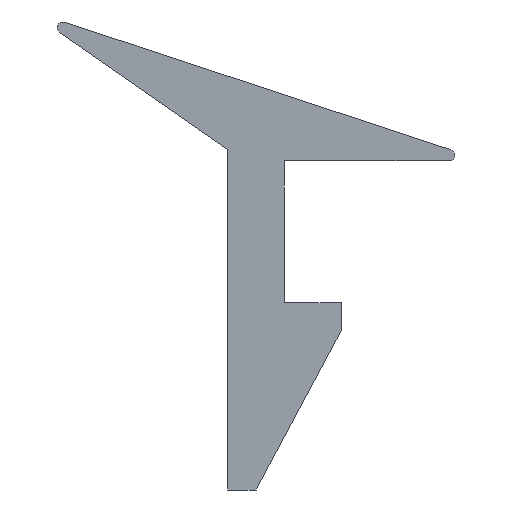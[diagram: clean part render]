
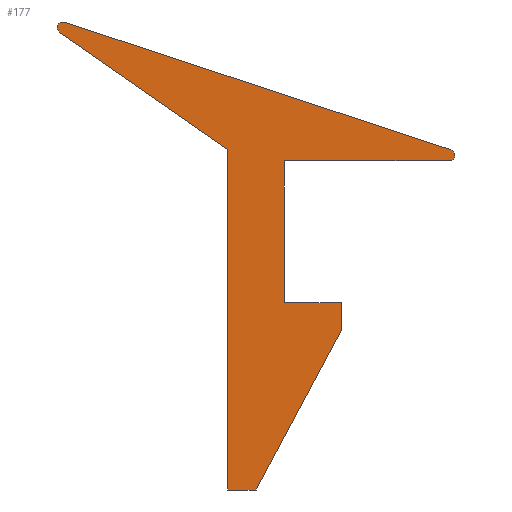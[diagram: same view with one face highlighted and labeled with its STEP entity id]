
A CAD part, left-side view. The second image highlights one B-rep face of the part: STEP entity #177.
In plain terms, the highlighted planar face has unit normal (-1, 0, 0).
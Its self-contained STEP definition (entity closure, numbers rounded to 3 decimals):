
#4 = EDGE_CURVE ( 'NONE', #194, #250, #222, .T. ) ;
#15 = EDGE_CURVE ( 'NONE', #275, #50, #293, .T. ) ;
#20 = VERTEX_POINT ( 'NONE', #291 ) ;
#22 = EDGE_CURVE ( 'NONE', #20, #275, #214, .T. ) ;
#29 = EDGE_CURVE ( 'NONE', #73, #105, #233, .T. ) ;
#44 = EDGE_CURVE ( 'NONE', #105, #20, #135, .T. ) ;
#49 = EDGE_CURVE ( 'NONE', #50, #63, #129, .T. ) ;
#50 = VERTEX_POINT ( 'NONE', #145 ) ;
#62 = EDGE_CURVE ( 'NONE', #102, #73, #113, .T. ) ;
#63 = VERTEX_POINT ( 'NONE', #112 ) ;
#73 = VERTEX_POINT ( 'NONE', #416 ) ;
#76 = VERTEX_POINT ( 'NONE', #367 ) ;
#90 = VERTEX_POINT ( 'NONE', #323 ) ;
#102 = VERTEX_POINT ( 'NONE', #403 ) ;
#104 = EDGE_CURVE ( 'NONE', #76, #102, #457, .T. ) ;
#105 = VERTEX_POINT ( 'NONE', #450 ) ;
#112 = CARTESIAN_POINT ( 'NONE',  ( 0., 457.386, 205.68 ) ) ;
#113 = LINE ( 'NONE', #270, #269 ) ;
#121 = DIRECTION ( 'NONE',  ( 0., 0., -1. ) ) ;
#122 = DIRECTION ( 'NONE',  ( 1., 0., 0. ) ) ;
#123 = CARTESIAN_POINT ( 'NONE',  ( 0., 457.41, 205.583 ) ) ;
#129 = CIRCLE ( 'NONE', #140, 0.1 ) ;
#131 = DIRECTION ( 'NONE',  ( 0., 0., 1. ) ) ;
#134 = VECTOR ( 'NONE', #131, 1000. ) ;
#135 = LINE ( 'NONE', #146, #134 ) ;
#140 = AXIS2_PLACEMENT_3D ( 'NONE', #123, #122, #121 ) ;
#145 = CARTESIAN_POINT ( 'NONE',  ( 0., 457.41, 205.683 ) ) ;
#146 = CARTESIAN_POINT ( 'NONE',  ( 0., 454.505, 203.437 ) ) ;
#170 = ORIENTED_EDGE ( 'NONE', *, *, #22, .F. ) ;
#171 = ORIENTED_EDGE ( 'NONE', *, *, #4, .F. ) ;
#172 = ORIENTED_EDGE ( 'NONE', *, *, #29, .F. ) ;
#173 = ORIENTED_EDGE ( 'NONE', *, *, #251, .F. ) ;
#177 = ADVANCED_FACE ( 'NONE', ( #339 ), #330, .F. ) ;
#178 = EDGE_LOOP ( 'NONE', ( #279, #281, #201, #186, #171, #173, #195, #196, #170, #197, #172, #259 ) ) ;
#186 = ORIENTED_EDGE ( 'NONE', *, *, #277, .F. ) ;
#194 = VERTEX_POINT ( 'NONE', #408 ) ;
#195 = ORIENTED_EDGE ( 'NONE', *, *, #49, .F. ) ;
#196 = ORIENTED_EDGE ( 'NONE', *, *, #15, .F. ) ;
#197 = ORIENTED_EDGE ( 'NONE', *, *, #44, .F. ) ;
#201 = ORIENTED_EDGE ( 'NONE', *, *, #272, .F. ) ;
#203 = DIRECTION ( 'NONE',  ( 0., 1., 0. ) ) ;
#206 = VECTOR ( 'NONE', #203, 1000. ) ;
#207 = CARTESIAN_POINT ( 'NONE',  ( 0., 454.505, 197.44 ) ) ;
#213 = VECTOR ( 'NONE', #239, 1000. ) ;
#214 = LINE ( 'NONE', #228, #213 ) ;
#218 = DIRECTION ( 'NONE',  ( 0., 0., -1. ) ) ;
#219 = DIRECTION ( 'NONE',  ( 1., 0., 0. ) ) ;
#220 = CARTESIAN_POINT ( 'NONE',  ( 0., 450.603, 203.338 ) ) ;
#221 = AXIS2_PLACEMENT_3D ( 'NONE', #220, #219, #218 ) ;
#222 = CIRCLE ( 'NONE', #221, 0.1 ) ;
#228 = CARTESIAN_POINT ( 'NONE',  ( 0., 454.505, 203.437 ) ) ;
#233 = LINE ( 'NONE', #207, #206 ) ;
#239 = DIRECTION ( 'NONE',  ( 0., 0.82, 0.572 ) ) ;
#240 = DIRECTION ( 'NONE',  ( 0., 0., -1. ) ) ;
#241 = DIRECTION ( 'NONE',  ( 1., 0., 0. ) ) ;
#250 = VERTEX_POINT ( 'NONE', #431 ) ;
#251 = EDGE_CURVE ( 'NONE', #63, #194, #426, .T. ) ;
#259 = ORIENTED_EDGE ( 'NONE', *, *, #62, .F. ) ;
#260 = EDGE_CURVE ( 'NONE', #278, #76, #437, .T. ) ;
#268 = DIRECTION ( 'NONE',  ( 0., 0.472, -0.882 ) ) ;
#269 = VECTOR ( 'NONE', #268, 1000. ) ;
#270 = CARTESIAN_POINT ( 'NONE',  ( 0., 452.504, 200.242 ) ) ;
#272 = EDGE_CURVE ( 'NONE', #90, #278, #304, .T. ) ;
#275 = VERTEX_POINT ( 'NONE', #300 ) ;
#277 = EDGE_CURVE ( 'NONE', #250, #90, #311, .T. ) ;
#278 = VERTEX_POINT ( 'NONE', #309 ) ;
#279 = ORIENTED_EDGE ( 'NONE', *, *, #104, .F. ) ;
#281 = ORIENTED_EDGE ( 'NONE', *, *, #260, .F. ) ;
#291 = CARTESIAN_POINT ( 'NONE',  ( 0., 454.505, 203.437 ) ) ;
#293 = CIRCLE ( 'NONE', #296, 0.1 ) ;
#296 = AXIS2_PLACEMENT_3D ( 'NONE', #297, #241, #240 ) ;
#297 = CARTESIAN_POINT ( 'NONE',  ( 0., 457.41, 205.583 ) ) ;
#300 = CARTESIAN_POINT ( 'NONE',  ( 0., 457.467, 205.501 ) ) ;
#301 = DIRECTION ( 'NONE',  ( 0., 0., -1. ) ) ;
#302 = VECTOR ( 'NONE', #301, 1000. ) ;
#303 = CARTESIAN_POINT ( 'NONE',  ( 0., 453.505, 203.238 ) ) ;
#304 = LINE ( 'NONE', #303, #302 ) ;
#309 = CARTESIAN_POINT ( 'NONE',  ( 0., 453.505, 200.738 ) ) ;
#310 = VECTOR ( 'NONE', #419, 1000. ) ;
#311 = LINE ( 'NONE', #447, #446 ) ;
#323 = CARTESIAN_POINT ( 'NONE',  ( 0., 453.505, 203.238 ) ) ;
#329 = CARTESIAN_POINT ( 'NONE',  ( 0., 457.41, 205.583 ) ) ;
#330 = PLANE ( 'NONE',  #414 ) ;
#339 = FACE_OUTER_BOUND ( 'NONE', #178, .T. ) ;
#362 = DIRECTION ( 'NONE',  ( 0., 0., -1. ) ) ;
#363 = DIRECTION ( 'NONE',  ( 1., 0., 0. ) ) ;
#367 = CARTESIAN_POINT ( 'NONE',  ( 0., 452.504, 200.738 ) ) ;
#403 = CARTESIAN_POINT ( 'NONE',  ( 0., 452.504, 200.242 ) ) ;
#408 = CARTESIAN_POINT ( 'NONE',  ( 0., 450.578, 203.435 ) ) ;
#414 = AXIS2_PLACEMENT_3D ( 'NONE', #329, #363, #362 ) ;
#416 = CARTESIAN_POINT ( 'NONE',  ( 0., 454.004, 197.44 ) ) ;
#419 = DIRECTION ( 'NONE',  ( 0., -1., 0. ) ) ;
#420 = CARTESIAN_POINT ( 'NONE',  ( 0., 453.505, 200.738 ) ) ;
#425 = CARTESIAN_POINT ( 'NONE',  ( 0., 457.386, 205.68 ) ) ;
#426 = LINE ( 'NONE', #425, #439 ) ;
#431 = CARTESIAN_POINT ( 'NONE',  ( 0., 450.603, 203.238 ) ) ;
#437 = LINE ( 'NONE', #420, #310 ) ;
#438 = DIRECTION ( 'NONE',  ( 0., -0.95, -0.313 ) ) ;
#439 = VECTOR ( 'NONE', #438, 1000. ) ;
#445 = DIRECTION ( 'NONE',  ( 0., 1., 0. ) ) ;
#446 = VECTOR ( 'NONE', #445, 1000. ) ;
#447 = CARTESIAN_POINT ( 'NONE',  ( 0., 450.603, 203.238 ) ) ;
#450 = CARTESIAN_POINT ( 'NONE',  ( 0., 454.505, 197.44 ) ) ;
#452 = DIRECTION ( 'NONE',  ( 0., 0., -1. ) ) ;
#453 = VECTOR ( 'NONE', #452, 1000. ) ;
#454 = CARTESIAN_POINT ( 'NONE',  ( 0., 452.504, 200.738 ) ) ;
#457 = LINE ( 'NONE', #454, #453 ) ;
